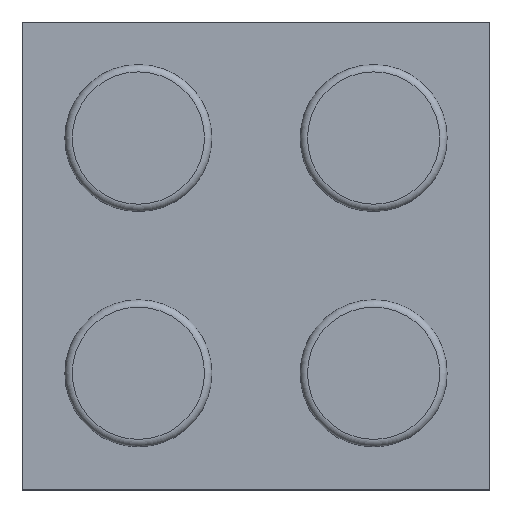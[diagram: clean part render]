
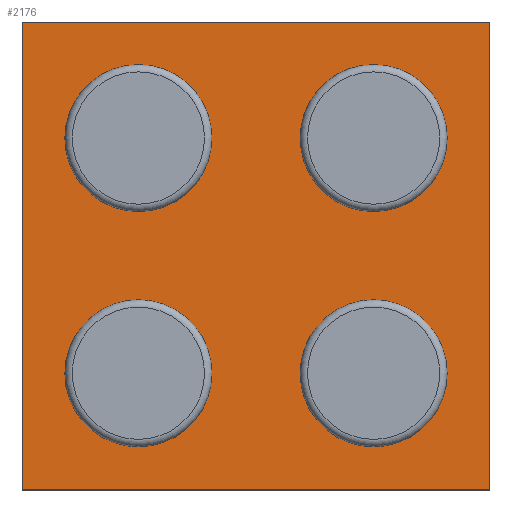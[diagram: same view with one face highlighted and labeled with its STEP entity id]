
A CAD part, top view. The second image highlights one B-rep face of the part: STEP entity #2176.
In plain terms, the highlighted planar face has unit normal (0, 0, 1).
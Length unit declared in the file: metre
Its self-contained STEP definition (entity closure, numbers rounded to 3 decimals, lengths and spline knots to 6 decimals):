
#85=CIRCLE('',#2332,0.0025);
#86=CIRCLE('',#2333,0.0025);
#87=CIRCLE('',#2334,0.0025);
#88=CIRCLE('',#2335,0.0025);
#273=ORIENTED_EDGE('',*,*,#906,.F.);
#274=ORIENTED_EDGE('',*,*,#907,.F.);
#275=ORIENTED_EDGE('',*,*,#908,.F.);
#276=ORIENTED_EDGE('',*,*,#909,.F.);
#277=ORIENTED_EDGE('',*,*,#897,.F.);
#278=ORIENTED_EDGE('',*,*,#830,.T.);
#279=ORIENTED_EDGE('',*,*,#900,.T.);
#280=ORIENTED_EDGE('',*,*,#905,.F.);
#830=EDGE_CURVE('',#1153,#1152,#1354,.T.);
#897=EDGE_CURVE('',#1153,#1215,#1403,.T.);
#900=EDGE_CURVE('',#1152,#1216,#1406,.T.);
#905=EDGE_CURVE('',#1215,#1216,#1411,.T.);
#906=EDGE_CURVE('',#1221,#1221,#85,.T.);
#907=EDGE_CURVE('',#1222,#1222,#86,.T.);
#908=EDGE_CURVE('',#1223,#1223,#87,.T.);
#909=EDGE_CURVE('',#1224,#1224,#88,.T.);
#1152=VERTEX_POINT('',#3132);
#1153=VERTEX_POINT('',#3134);
#1215=VERTEX_POINT('',#3275);
#1216=VERTEX_POINT('',#3279);
#1221=VERTEX_POINT('',#3293);
#1222=VERTEX_POINT('',#3295);
#1223=VERTEX_POINT('',#3297);
#1224=VERTEX_POINT('',#3299);
#1354=LINE('',#3133,#1583);
#1403=LINE('',#3274,#1632);
#1406=LINE('',#3280,#1635);
#1411=LINE('',#3290,#1640);
#1583=VECTOR('',#2503,1.);
#1632=VECTOR('',#2588,1.);
#1635=VECTOR('',#2593,1.);
#1640=VECTOR('',#2600,1.);
#1811=EDGE_LOOP('',(#273));
#1812=EDGE_LOOP('',(#274));
#1813=EDGE_LOOP('',(#275));
#1814=EDGE_LOOP('',(#276));
#1815=EDGE_LOOP('',(#277,#278,#279,#280));
#1960=FACE_BOUND('',#1811,.T.);
#1961=FACE_BOUND('',#1812,.T.);
#1962=FACE_BOUND('',#1813,.T.);
#1963=FACE_BOUND('',#1814,.T.);
#1964=FACE_BOUND('',#1815,.T.);
#2101=PLANE('',#2331);
#2176=ADVANCED_FACE('',(#1960,#1961,#1962,#1963,#1964),#2101,.T.);
#2331=AXIS2_PLACEMENT_3D('',#3291,#2601,#2602);
#2332=AXIS2_PLACEMENT_3D('',#3292,#2603,#2604);
#2333=AXIS2_PLACEMENT_3D('',#3294,#2605,#2606);
#2334=AXIS2_PLACEMENT_3D('',#3296,#2607,#2608);
#2335=AXIS2_PLACEMENT_3D('',#3298,#2609,#2610);
#2503=DIRECTION('',(-1.,0.,0.));
#2588=DIRECTION('',(0.,-1.,0.));
#2593=DIRECTION('',(0.,-1.,0.));
#2600=DIRECTION('',(-1.,0.,0.));
#2601=DIRECTION('',(0.,0.,1.));
#2602=DIRECTION('',(1.,0.,0.));
#2603=DIRECTION('',(0.,0.,1.));
#2604=DIRECTION('',(1.,0.,0.));
#2605=DIRECTION('',(0.,0.,1.));
#2606=DIRECTION('',(1.,0.,0.));
#2607=DIRECTION('',(0.,0.,1.));
#2608=DIRECTION('',(1.,0.,0.));
#2609=DIRECTION('',(0.,0.,1.));
#2610=DIRECTION('',(1.,0.,0.));
#3132=CARTESIAN_POINT('',(-0.00795,0.00795,0.0096));
#3133=CARTESIAN_POINT('',(0.,0.00795,0.0096));
#3134=CARTESIAN_POINT('',(0.00795,0.00795,0.0096));
#3274=CARTESIAN_POINT('',(0.00795,0.,0.0096));
#3275=CARTESIAN_POINT('',(0.00795,-0.00795,0.0096));
#3279=CARTESIAN_POINT('',(-0.00795,-0.00795,0.0096));
#3280=CARTESIAN_POINT('',(-0.00795,0.,0.0096));
#3290=CARTESIAN_POINT('',(0.,-0.00795,0.0096));
#3291=CARTESIAN_POINT('',(0.,0.,0.0096));
#3292=CARTESIAN_POINT('',(-0.004,-0.004,0.0096));
#3293=CARTESIAN_POINT('',(-0.0015,-0.004,0.0096));
#3294=CARTESIAN_POINT('',(0.004,-0.004,0.0096));
#3295=CARTESIAN_POINT('',(0.0065,-0.004,0.0096));
#3296=CARTESIAN_POINT('',(0.004,0.004,0.0096));
#3297=CARTESIAN_POINT('',(0.0065,0.004,0.0096));
#3298=CARTESIAN_POINT('',(-0.004,0.004,0.0096));
#3299=CARTESIAN_POINT('',(-0.0015,0.004,0.0096));
